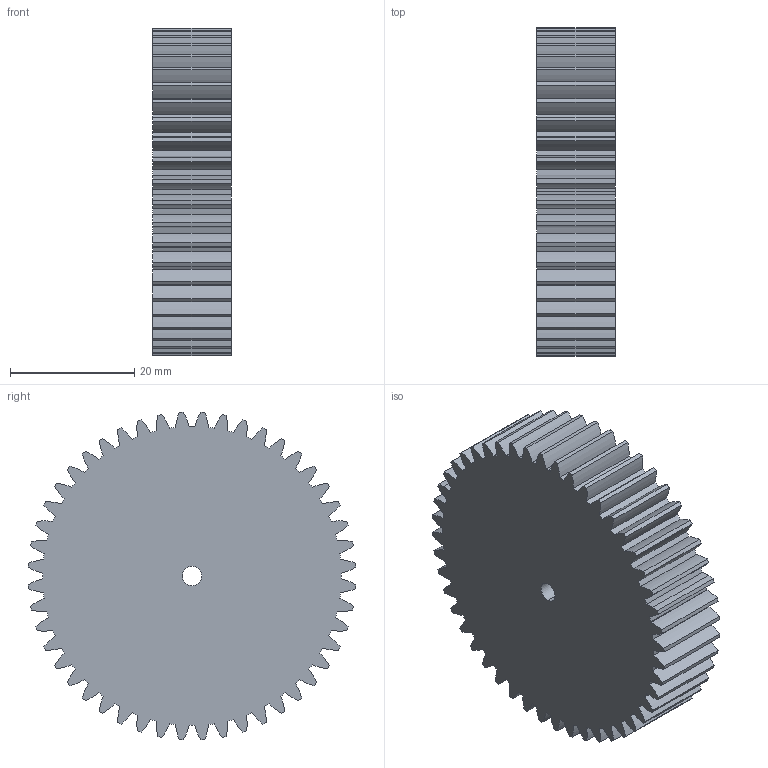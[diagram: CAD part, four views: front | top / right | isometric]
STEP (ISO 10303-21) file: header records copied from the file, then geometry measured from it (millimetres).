
FILE_DESCRIPTION (( 'STEP AP214' ), '1' );
FILE_NAME ('48T Top Gear.STEP', '2024-09-25T21:37:13', ( '' ), ( '' ), 'SwSTEP 2.0', 'SolidWorks 2024', '' );
FILE_SCHEMA (( 'AUTOMOTIVE_DESIGN' ));
Length unit declared in the file: inch
Products named in the file (1): 48T Top Gear
Bounding box: 12.7 x 52.84 x 52.84 mm (x, y, z)
Volume: 25273.9 mm3; surface area: 8167.8 mm2
Topology: 1 solids, 1 shells, 201 faces, 597 edges, 398 vertices
Faces by surface type: cylinder 199, plane 2
Entity records: 7020 total; most frequent: DIRECTION 1399, CARTESIAN_POINT 1197, ORIENTED_EDGE 1194, AXIS2_PLACEMENT_3D 600, EDGE_CURVE 597, CIRCLE 398, VERTEX_POINT 398, EDGE_LOOP 203
